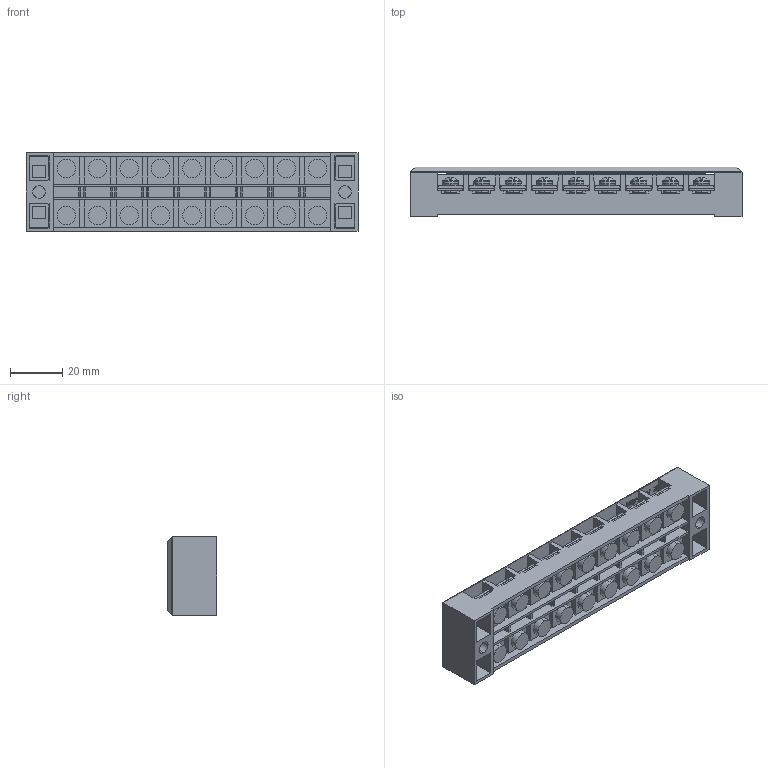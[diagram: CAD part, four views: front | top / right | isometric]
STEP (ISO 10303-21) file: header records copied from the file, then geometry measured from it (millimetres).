
FILE_DESCRIPTION (( 'STEP AP214' ), '1' );
FILE_NAME ('WEIDU TB25XX, 9.STEP', '2019-08-17T01:42:14', ( '' ), ( '' ), 'SwSTEP 2.0', 'SolidWorks 2018', '' );
FILE_SCHEMA (( 'AUTOMOTIVE_DESIGN' ));
Length unit declared in the file: millimetre
Products named in the file (6): PBHS, M4X8, WEIDU TB25XX_default; COVER, WEIDU TB25XX_9; TERMINAL PLATE, WEIDU TB25XX; CONDUCTING STRIP, WEIDU TB25XX; BLOCK, WEIDU TB25XX_9; WEIDU TB25XX, 9
Assembly tree (47 placements, depth 2):
  WEIDU TB25XX, 9
    BLOCK, WEIDU TB25XX_9
    CONDUCTING STRIP, WEIDU TB25XX  x9
    TERMINAL PLATE, WEIDU TB25XX  x18
    COVER, WEIDU TB25XX_9
    PBHS, M4X8, WEIDU TB25XX_default  x18
Bounding box: 126.8 x 19 x 30 mm (x, y, z)
Volume: 37636.5 mm3; surface area: 47741.7 mm2
Topology: 47 solids, 47 shells, 1965 faces, 5115 edges, 3312 vertices
Faces by surface type: plane 1101, cylinder 372, bspline 178, cone 156, torus 96, sphere 62
Entity records: 40555 total; most frequent: CARTESIAN_POINT 15985, ORIENTED_EDGE 5288, DIRECTION 4451, EDGE_CURVE 2644, VECTOR 1861, LINE 1861, VERTEX_POINT 1709, AXIS2_PLACEMENT_3D 1295
